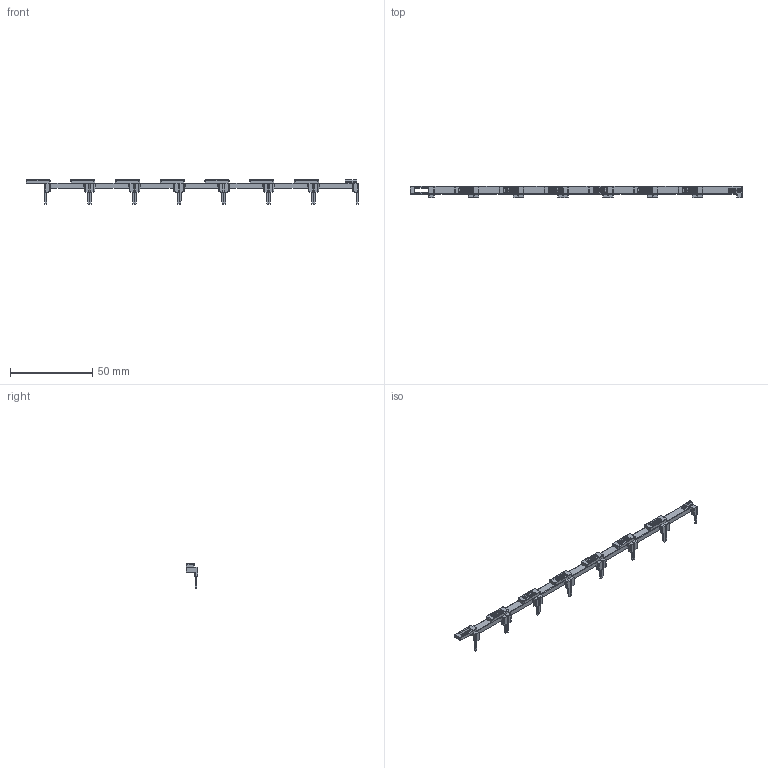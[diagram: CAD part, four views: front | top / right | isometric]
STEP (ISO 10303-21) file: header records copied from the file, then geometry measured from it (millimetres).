
FILE_DESCRIPTION(('CATIA V5R24 STEP','CAx-IF Rec.Pracs.--- Model Styling and Organization---1.2---2011-12-15'),'2;1');
FILE_NAME ('7571365_3', '2018-01-23T12:47:47+00:00', ('Weidmueller Interface'), ('Weidmueller'), 'CATIA Version 5-6 Release 2014 SP4', 'CATIA V5 STEP AP214', 'none');
FILE_SCHEMA(('AUTOMOTIVE_DESIGN { 1 0 10303 214 1 1 1 1 }'));
Length unit declared in the file: millimetre
Products named in the file (1): 1132080000
Bounding box: 201.8 x 7.2 x 14.75 mm (x, y, z)
Volume: 4282.3 mm3; surface area: 5502.7 mm2
Topology: 15 solids, 15 shells, 1081 faces, 2724 edges, 1644 vertices
Faces by surface type: cylinder 434, plane 402, sphere 84, torus 70, bspline 63, extrusion 28
Entity records: 38096 total; most frequent: CARTESIAN_POINT 12666, ORIENTED_EDGE 5448, DIRECTION 4225, EDGE_CURVE 2724, AXIS2_PLACEMENT_3D 1720, VERTEX_POINT 1644, VECTOR 1555, LINE 1527
